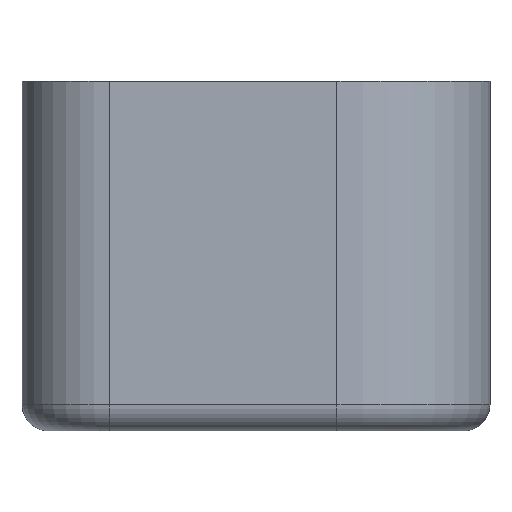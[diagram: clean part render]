
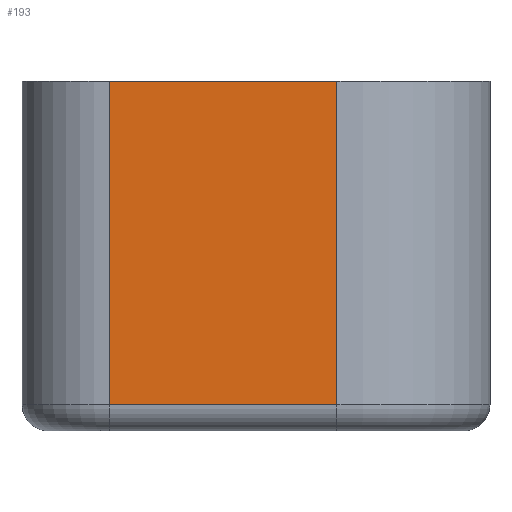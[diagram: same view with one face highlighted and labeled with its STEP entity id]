
A CAD part, left-side view. The second image highlights one B-rep face of the part: STEP entity #193.
In plain terms, the highlighted planar face has unit normal (-1, 0, 0).
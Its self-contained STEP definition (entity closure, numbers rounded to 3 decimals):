
#161 = ORIENTED_EDGE ( 'NONE', *, *, #201, .F. ) ;
#164 = ORIENTED_EDGE ( 'NONE', *, *, #194, .T. ) ;
#184 = ORIENTED_EDGE ( 'NONE', *, *, #197, .F. ) ;
#185 = EDGE_LOOP ( 'NONE', ( #202, #164, #184, #161 ) ) ;
#191 = EDGE_CURVE ( 'NONE', #204, #224, #1119, .T. ) ;
#193 = ADVANCED_FACE ( 'NONE', ( #1054 ), #1106, .F. ) ;
#194 = EDGE_CURVE ( 'NONE', #224, #195, #1115, .T. ) ;
#195 = VERTEX_POINT ( 'NONE', #1101 ) ;
#197 = EDGE_CURVE ( 'NONE', #369, #195, #1094, .T. ) ;
#201 = EDGE_CURVE ( 'NONE', #204, #369, #1097, .T. ) ;
#202 = ORIENTED_EDGE ( 'NONE', *, *, #191, .T. ) ;
#204 = VERTEX_POINT ( 'NONE', #1116 ) ;
#224 = VERTEX_POINT ( 'NONE', #1151 ) ;
#369 = VERTEX_POINT ( 'NONE', #1449 ) ;
#1046 = AXIS2_PLACEMENT_3D ( 'NONE', #1117, #1111, #1102 ) ;
#1054 = FACE_OUTER_BOUND ( 'NONE', #185, .T. ) ;
#1091 = DIRECTION ( 'NONE',  ( 0., 0., -1. ) ) ;
#1092 = VECTOR ( 'NONE', #1091, 1000. ) ;
#1093 = CARTESIAN_POINT ( 'NONE',  ( -13.5, -1.85, 8. ) ) ;
#1094 = LINE ( 'NONE', #1093, #1092 ) ;
#1096 = CARTESIAN_POINT ( 'NONE',  ( -13.5, -1.85, 8. ) ) ;
#1097 = LINE ( 'NONE', #1096, #1127 ) ;
#1100 = DIRECTION ( 'NONE',  ( 0., -1., 0. ) ) ;
#1101 = CARTESIAN_POINT ( 'NONE',  ( -13.5, -1.85, 0.6 ) ) ;
#1102 = DIRECTION ( 'NONE',  ( 0., 1., 0. ) ) ;
#1104 = VECTOR ( 'NONE', #1100, 1000. ) ;
#1105 = CARTESIAN_POINT ( 'NONE',  ( -13.5, -1.85, 0.6 ) ) ;
#1106 = PLANE ( 'NONE',  #1046 ) ;
#1111 = DIRECTION ( 'NONE',  ( 1., 0., 0. ) ) ;
#1113 = DIRECTION ( 'NONE',  ( 0., 0., -1. ) ) ;
#1114 = VECTOR ( 'NONE', #1113, 1000. ) ;
#1115 = LINE ( 'NONE', #1105, #1104 ) ;
#1116 = CARTESIAN_POINT ( 'NONE',  ( -13.5, 3.35, 8. ) ) ;
#1117 = CARTESIAN_POINT ( 'NONE',  ( -13.5, -1.85, 8. ) ) ;
#1118 = CARTESIAN_POINT ( 'NONE',  ( -13.5, 3.35, 8. ) ) ;
#1119 = LINE ( 'NONE', #1118, #1114 ) ;
#1126 = DIRECTION ( 'NONE',  ( 0., -1., 0. ) ) ;
#1127 = VECTOR ( 'NONE', #1126, 1000. ) ;
#1151 = CARTESIAN_POINT ( 'NONE',  ( -13.5, 3.35, 0.6 ) ) ;
#1449 = CARTESIAN_POINT ( 'NONE',  ( -13.5, -1.85, 8. ) ) ;
